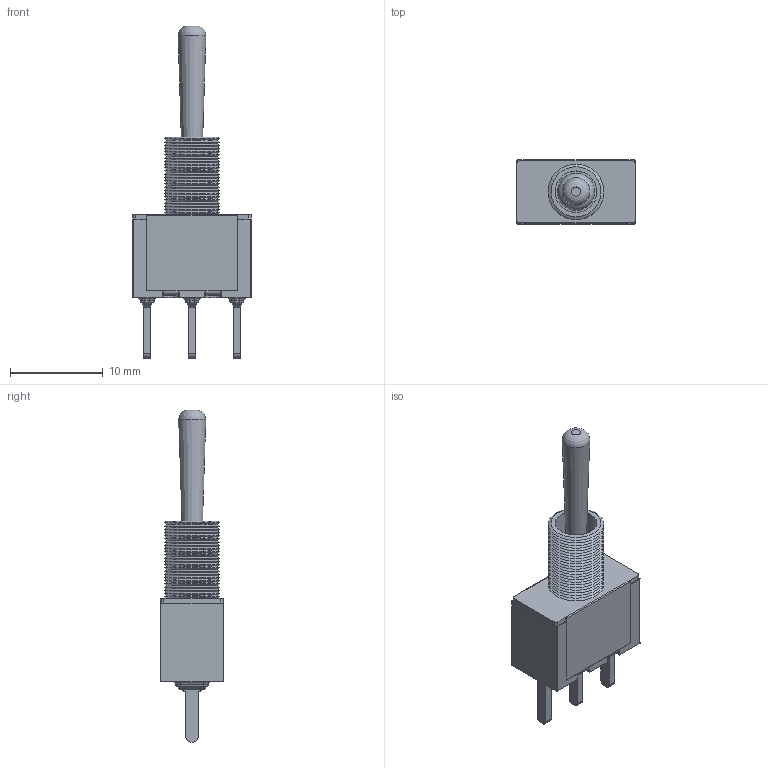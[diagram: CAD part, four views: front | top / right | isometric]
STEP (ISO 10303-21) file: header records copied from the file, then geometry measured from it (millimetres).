
FILE_DESCRIPTION(('FreeCAD Model'),'2;1');
FILE_NAME('Open CASCADE Shape Model','2024-06-10T21:27:01',(''),(''), 'Open CASCADE STEP processor 7.7','FreeCAD','Unknown');
FILE_SCHEMA(('AUTOMOTIVE_DESIGN { 1 0 10303 214 1 1 1 1 }'));
Length unit declared in the file: millimetre
Products named in the file (6): th_switch_mts_103r_a2; Body; Body001; Body002; Body003; Body004
Assembly tree (5 placements, depth 2):
  th_switch_mts_103r_a2
    Body
    Body001
    Body002
    Body003
    Body004
Bounding box: 12.8 x 6.9 x 35.86 mm (x, y, z)
Volume: 1028.6 mm3; surface area: 1751.8 mm2
Topology: 5 solids, 5 shells, 292 faces, 677 edges, 401 vertices
Faces by surface type: plane 132, cylinder 73, cone 61, torus 13, bspline 12, revolution 1
Full cylindrical faces by diameter (mm): 3 x1, 4 x1, 4.5 x1
Entity records: 8467 total; most frequent: CARTESIAN_POINT 1728, DIRECTION 1417, ORIENTED_EDGE 1354, EDGE_CURVE 677, AXIS2_PLACEMENT_3D 487, LINE 442, VECTOR 442, VERTEX_POINT 401
